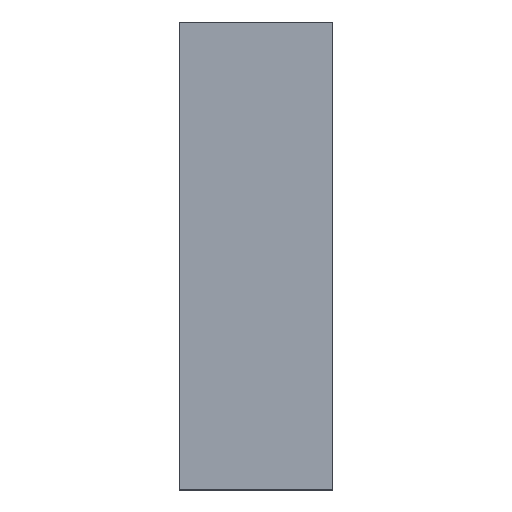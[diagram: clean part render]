
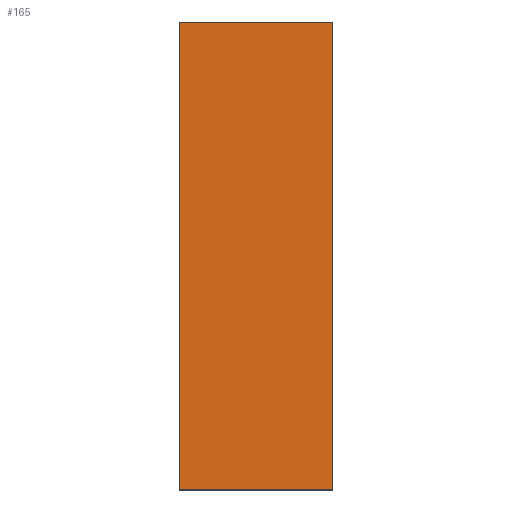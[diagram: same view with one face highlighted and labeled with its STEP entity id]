
A CAD part, top view. The second image highlights one B-rep face of the part: STEP entity #165.
In plain terms, the highlighted planar face has unit normal (0, 0, 1).
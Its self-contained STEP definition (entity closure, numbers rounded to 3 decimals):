
#5 = DIRECTION ( 'NONE',  ( 0., -1., 0. ) ) ;
#7 = DIRECTION ( 'NONE',  ( 1., 0., 0. ) ) ;
#10 = EDGE_CURVE ( 'NONE', #228, #21, #180, .T. ) ;
#18 = CARTESIAN_POINT ( 'NONE',  ( -12.5, 38., 1. ) ) ;
#21 = VERTEX_POINT ( 'NONE', #51 ) ;
#30 = LINE ( 'NONE', #123, #197 ) ;
#35 = CARTESIAN_POINT ( 'NONE',  ( -12.5, -38., 1. ) ) ;
#39 = CARTESIAN_POINT ( 'NONE',  ( 12.5, -38., 1. ) ) ;
#40 = DIRECTION ( 'NONE',  ( -1., 0., 0. ) ) ;
#51 = CARTESIAN_POINT ( 'NONE',  ( 12.5, 38., 1. ) ) ;
#64 = ORIENTED_EDGE ( 'NONE', *, *, #70, .T. ) ;
#67 = PLANE ( 'NONE',  #234 ) ;
#70 = EDGE_CURVE ( 'NONE', #183, #203, #145, .T. ) ;
#91 = DIRECTION ( 'NONE',  ( 0., 0., 1. ) ) ;
#92 = VECTOR ( 'NONE', #95, 1000. ) ;
#95 = DIRECTION ( 'NONE',  ( 0., 1., 0. ) ) ;
#110 = CARTESIAN_POINT ( 'NONE',  ( 12.5, 38., 1. ) ) ;
#111 = ORIENTED_EDGE ( 'NONE', *, *, #210, .T. ) ;
#112 = CARTESIAN_POINT ( 'NONE',  ( 0., 0., 1. ) ) ;
#123 = CARTESIAN_POINT ( 'NONE',  ( -12.5, 38., 1. ) ) ;
#145 = LINE ( 'NONE', #18, #168 ) ;
#152 = FACE_OUTER_BOUND ( 'NONE', #177, .T. ) ;
#153 = EDGE_CURVE ( 'NONE', #203, #228, #157, .T. ) ;
#157 = LINE ( 'NONE', #179, #237 ) ;
#165 = ADVANCED_FACE ( 'NONE', ( #152 ), #67, .T. ) ;
#168 = VECTOR ( 'NONE', #5, 1000. ) ;
#169 = CARTESIAN_POINT ( 'NONE',  ( -12.5, 38., 1. ) ) ;
#177 = EDGE_LOOP ( 'NONE', ( #186, #111, #64, #236 ) ) ;
#179 = CARTESIAN_POINT ( 'NONE',  ( -12.5, -38., 1. ) ) ;
#180 = LINE ( 'NONE', #110, #92 ) ;
#183 = VERTEX_POINT ( 'NONE', #169 ) ;
#186 = ORIENTED_EDGE ( 'NONE', *, *, #10, .T. ) ;
#192 = DIRECTION ( 'NONE',  ( 1., 0., 0. ) ) ;
#197 = VECTOR ( 'NONE', #40, 1000. ) ;
#203 = VERTEX_POINT ( 'NONE', #35 ) ;
#210 = EDGE_CURVE ( 'NONE', #21, #183, #30, .T. ) ;
#228 = VERTEX_POINT ( 'NONE', #39 ) ;
#234 = AXIS2_PLACEMENT_3D ( 'NONE', #112, #91, #192 ) ;
#236 = ORIENTED_EDGE ( 'NONE', *, *, #153, .T. ) ;
#237 = VECTOR ( 'NONE', #7, 1000. ) ;
